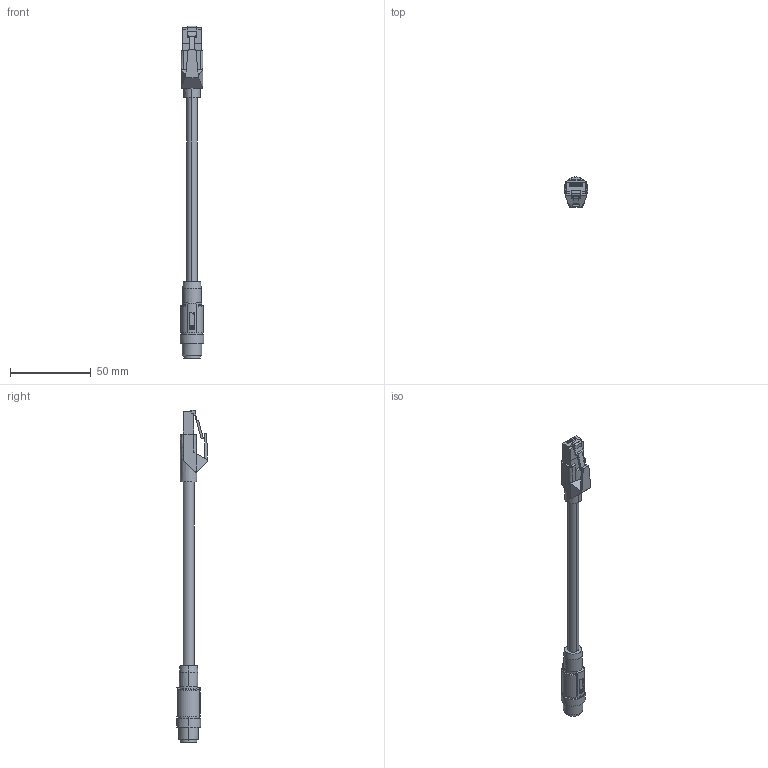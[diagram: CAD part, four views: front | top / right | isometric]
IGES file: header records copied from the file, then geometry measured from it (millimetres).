
Start section: SolidWorks IGES file using analytic representation for surfaces
Global section: file name: 6034415-3D-MARKETINGMODELL.IGS; native system: SolidWorks 2014; preprocessor: SolidWorks 2014; author: SYSTEM; date: 160615.220148; units: millimetre
Bounding box: 14.8 x 18.99 x 205.84 mm (x, y, z)
Volume: 14854.4 mm3; surface area: 7700.9 mm2
Topology: 1 solids, 1 shells, 234 faces, 675 edges, 458 vertices
Faces by surface type: plane 148, revolution 62, bspline 24
